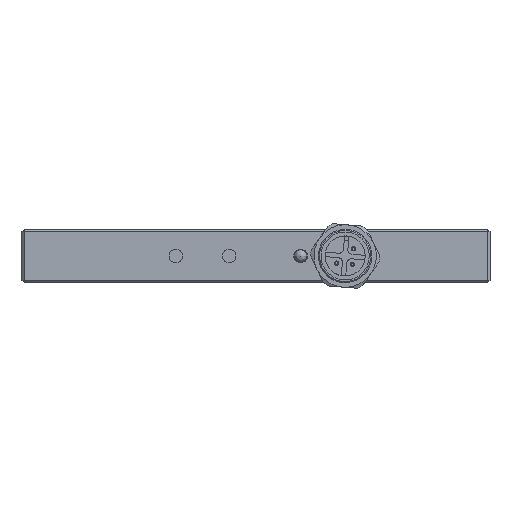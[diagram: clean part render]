
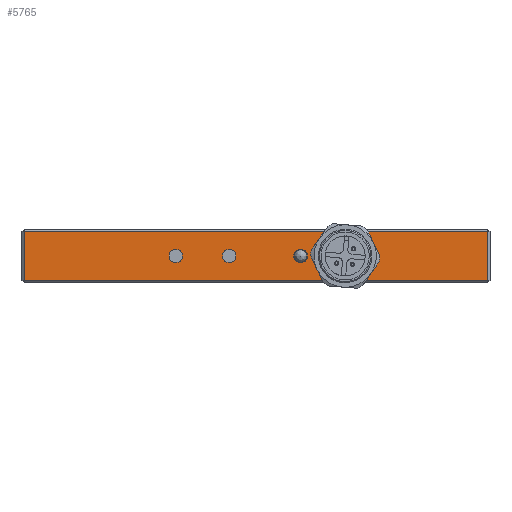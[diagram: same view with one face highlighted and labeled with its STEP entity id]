
A CAD part, front view. The second image highlights one B-rep face of the part: STEP entity #5765.
In plain terms, the highlighted planar face has unit normal (0, -1, 0).
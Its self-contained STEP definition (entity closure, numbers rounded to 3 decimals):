
#203=LINE('',#13318,#387);
#209=LINE('',#13329,#393);
#219=LINE('',#13347,#403);
#220=LINE('',#13349,#404);
#387=VECTOR('',#7920,11.);
#393=VECTOR('',#7932,104.);
#403=VECTOR('',#7950,11.);
#404=VECTOR('',#7953,104.);
#1281=FACE_BOUND('',#2191,.T.);
#1282=FACE_BOUND('',#2192,.T.);
#1283=FACE_BOUND('',#2193,.T.);
#1284=FACE_BOUND('',#2194,.T.);
#1640=FACE_OUTER_BOUND('',#2190,.T.);
#2190=EDGE_LOOP('',(#5237,#5238,#5239,#5240));
#2191=EDGE_LOOP('',(#5241));
#2192=EDGE_LOOP('',(#5242));
#2193=EDGE_LOOP('',(#5243));
#2194=EDGE_LOOP('',(#5244));
#2451=CIRCLE('',#6140,1.5);
#2567=CIRCLE('',#6391,1.5);
#2569=CIRCLE('',#6395,1.5);
#2586=CIRCLE('',#6419,1.55);
#2890=VERTEX_POINT('',#12495);
#3087=VERTEX_POINT('',#13217);
#3089=VERTEX_POINT('',#13223);
#3114=VERTEX_POINT('',#13280);
#3117=VERTEX_POINT('',#13289);
#3123=VERTEX_POINT('',#13312);
#3126=VERTEX_POINT('',#13325);
#3130=VERTEX_POINT('',#13342);
#3494=EDGE_CURVE('',#2890,#2890,#2451,.T.);
#3773=EDGE_CURVE('',#3087,#3087,#2567,.T.);
#3775=EDGE_CURVE('',#3089,#3089,#2569,.T.);
#3800=EDGE_CURVE('',#3114,#3114,#2586,.T.);
#3819=EDGE_CURVE('',#3123,#3117,#203,.T.);
#3825=EDGE_CURVE('',#3117,#3126,#209,.T.);
#3835=EDGE_CURVE('',#3126,#3130,#219,.T.);
#3836=EDGE_CURVE('',#3130,#3123,#220,.T.);
#5237=ORIENTED_EDGE('',*,*,#3819,.F.);
#5238=ORIENTED_EDGE('',*,*,#3836,.F.);
#5239=ORIENTED_EDGE('',*,*,#3835,.F.);
#5240=ORIENTED_EDGE('',*,*,#3825,.F.);
#5241=ORIENTED_EDGE('',*,*,#3773,.T.);
#5242=ORIENTED_EDGE('',*,*,#3775,.T.);
#5243=ORIENTED_EDGE('',*,*,#3494,.T.);
#5244=ORIENTED_EDGE('',*,*,#3800,.T.);
#5414=PLANE('',#6442);
#5765=ADVANCED_FACE('',(#1640,#1281,#1282,#1283,#1284),#5414,.T.);
#6140=AXIS2_PLACEMENT_3D('',#12496,#7182,#7183);
#6391=AXIS2_PLACEMENT_3D('',#13218,#7820,#7821);
#6395=AXIS2_PLACEMENT_3D('',#13224,#7828,#7829);
#6419=AXIS2_PLACEMENT_3D('',#13281,#7884,#7885);
#6442=AXIS2_PLACEMENT_3D('',#13360,#7970,#7971);
#7182=DIRECTION('center_axis',(0.,1.,0.));
#7183=DIRECTION('ref_axis',(-1.,0.,0.));
#7820=DIRECTION('center_axis',(0.,1.,0.));
#7821=DIRECTION('ref_axis',(-1.,0.,0.));
#7828=DIRECTION('center_axis',(0.,1.,0.));
#7829=DIRECTION('ref_axis',(-1.,0.,0.));
#7884=DIRECTION('center_axis',(0.,1.,0.));
#7885=DIRECTION('ref_axis',(-1.,0.,0.));
#7920=DIRECTION('',(0.,0.,-1.));
#7932=DIRECTION('',(-1.,0.,0.));
#7950=DIRECTION('',(0.,0.,1.));
#7953=DIRECTION('',(1.,0.,0.));
#7970=DIRECTION('center_axis',(0.,-1.,0.));
#7971=DIRECTION('ref_axis',(0.,0.,-1.));
#12495=CARTESIAN_POINT('',(300.551,0.,6.));
#12496=CARTESIAN_POINT('Origin',(299.051,0.,
6.));
#13217=CARTESIAN_POINT('',(274.551,0.,6.));
#13218=CARTESIAN_POINT('Origin',(273.051,0.,
6.));
#13223=CARTESIAN_POINT('',(262.551,0.,6.));
#13224=CARTESIAN_POINT('Origin',(261.051,0.,
6.));
#13280=CARTESIAN_POINT('',(290.601,0.,6.));
#13281=CARTESIAN_POINT('Origin',(289.051,0.,
6.));
#13289=CARTESIAN_POINT('',(331.051,0.,0.5));
#13312=CARTESIAN_POINT('',(331.051,0.,11.5));
#13318=CARTESIAN_POINT('',(331.051,0.,11.5));
#13325=CARTESIAN_POINT('',(227.051,0.,0.5));
#13329=CARTESIAN_POINT('',(331.051,0.,0.5));
#13342=CARTESIAN_POINT('',(227.051,0.,11.5));
#13347=CARTESIAN_POINT('',(227.051,0.,0.5));
#13349=CARTESIAN_POINT('',(227.051,0.,11.5));
#13360=CARTESIAN_POINT('Origin',(331.551,0.,
0.));
